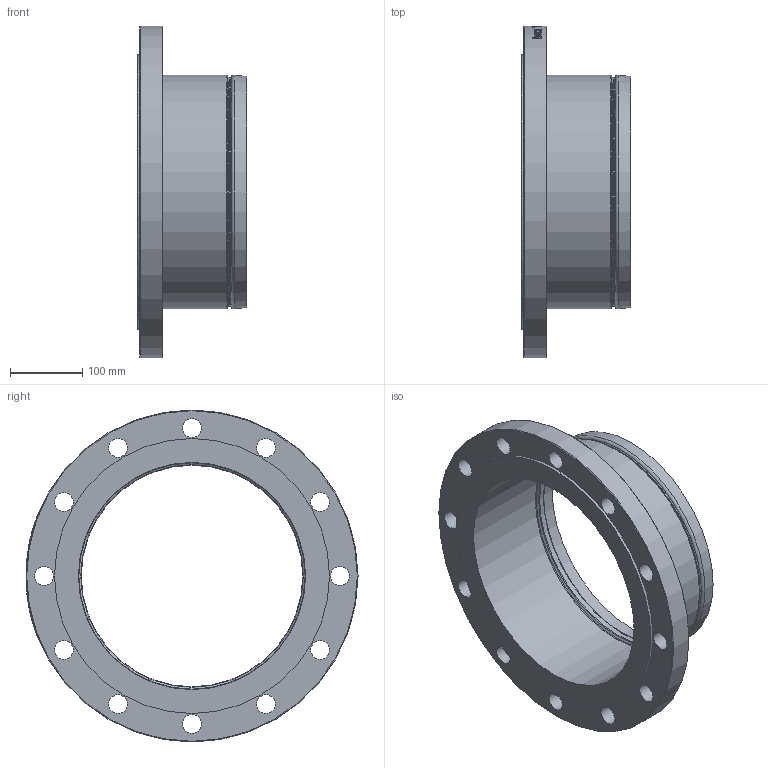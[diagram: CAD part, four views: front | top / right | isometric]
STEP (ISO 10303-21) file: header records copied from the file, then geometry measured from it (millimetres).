
FILE_DESCRIPTION (( 'STEP AP214' ), '1' );
FILE_NAME ('V100-FL-323-16-x Typ E498 PN16 DN300 1200 Ø323,9 1812.STEP', '2018-12-27T11:20:05', ( '' ), ( '' ), 'SwSTEP 2.0', 'SolidWorks 2016', '' );
FILE_SCHEMA (( 'AUTOMOTIVE_DESIGN' ));
Length unit declared in the file: millimetre
Products named in the file (1): V100-FL-323-16-x Typ E498 PN16 DN300 1200 Ø323,9 1812
Bounding box: 152.4 x 460 x 459.99 mm (x, y, z)
Volume: 3325067.4 mm3; surface area: 520960.6 mm2
Topology: 1 solids, 1 shells, 231 faces, 599 edges, 396 vertices
Faces by surface type: bspline 96, plane 80, cylinder 41, torus 8, cone 6
Full cylindrical faces by diameter (mm): 25.908 x12, 306.832 x1, 314.706 x1, 315.976 x1, 323.85 x1, 381 x1, 459.994 x1
Entity records: 15488 total; most frequent: CARTESIAN_POINT 8429, ORIENTED_EDGE 1124, DIRECTION 733, EDGE_CURVE 562, VERTEX_POINT 391, EDGE_LOOP 315, FACE_OUTER_BOUND 257, AXIS2_PLACEMENT_3D 255
